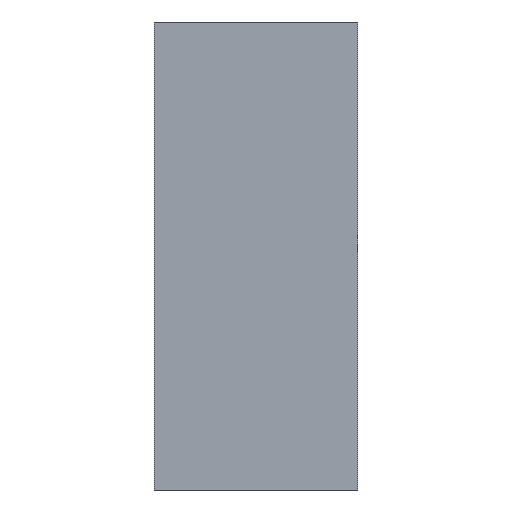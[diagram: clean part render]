
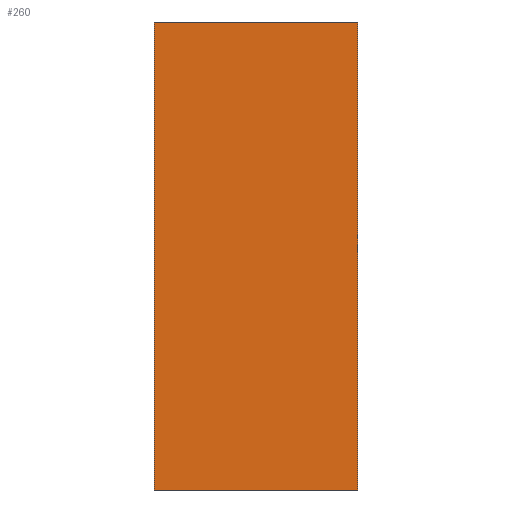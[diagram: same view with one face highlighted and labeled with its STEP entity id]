
A CAD part, left-side view. The second image highlights one B-rep face of the part: STEP entity #260.
In plain terms, the highlighted planar face has unit normal (-1, 0, 0).
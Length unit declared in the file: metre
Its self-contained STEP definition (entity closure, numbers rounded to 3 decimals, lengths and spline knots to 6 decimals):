
#20=ORIENTED_EDGE('',*,*,#91,.F.);
#21=ORIENTED_EDGE('',*,*,#92,.F.);
#22=ORIENTED_EDGE('',*,*,#93,.T.);
#23=ORIENTED_EDGE('',*,*,#89,.T.);
#89=EDGE_CURVE('',#125,#124,#149,.T.);
#91=EDGE_CURVE('',#126,#124,#151,.T.);
#92=EDGE_CURVE('',#127,#126,#152,.T.);
#93=EDGE_CURVE('',#127,#125,#153,.T.);
#124=VERTEX_POINT('',#377);
#125=VERTEX_POINT('',#379);
#126=VERTEX_POINT('',#383);
#127=VERTEX_POINT('',#385);
#149=LINE('',#378,#185);
#151=LINE('',#382,#187);
#152=LINE('',#384,#188);
#153=LINE('',#386,#189);
#185=VECTOR('',#310,1.);
#187=VECTOR('',#314,1.);
#188=VECTOR('',#315,1.);
#189=VECTOR('',#316,1.);
#218=EDGE_LOOP('',(#20,#21,#22,#23));
#232=FACE_BOUND('',#218,.T.);
#246=PLANE('',#287);
#260=ADVANCED_FACE('',(#232),#246,.T.);
#287=AXIS2_PLACEMENT_3D('',#381,#312,#313);
#310=DIRECTION('',(0.,0.,-1.));
#312=DIRECTION('',(-1.,0.,0.));
#313=DIRECTION('',(0.,0.,1.));
#314=DIRECTION('',(0.,1.,0.));
#315=DIRECTION('',(0.,0.,-1.));
#316=DIRECTION('',(0.,1.,0.));
#377=CARTESIAN_POINT('',(-0.014833,0.05721,0.));
#378=CARTESIAN_POINT('',(-0.014833,0.05721,0.007));
#379=CARTESIAN_POINT('',(-0.014833,0.05721,0.007));
#381=CARTESIAN_POINT('',(-0.014833,0.056531,0.007));
#382=CARTESIAN_POINT('',(-0.014833,0.056531,0.));
#383=CARTESIAN_POINT('',(-0.014833,0.05416,0.));
#384=CARTESIAN_POINT('',(-0.014833,0.05416,0.007));
#385=CARTESIAN_POINT('',(-0.014833,0.05416,0.007));
#386=CARTESIAN_POINT('',(-0.014833,0.056531,0.007));
